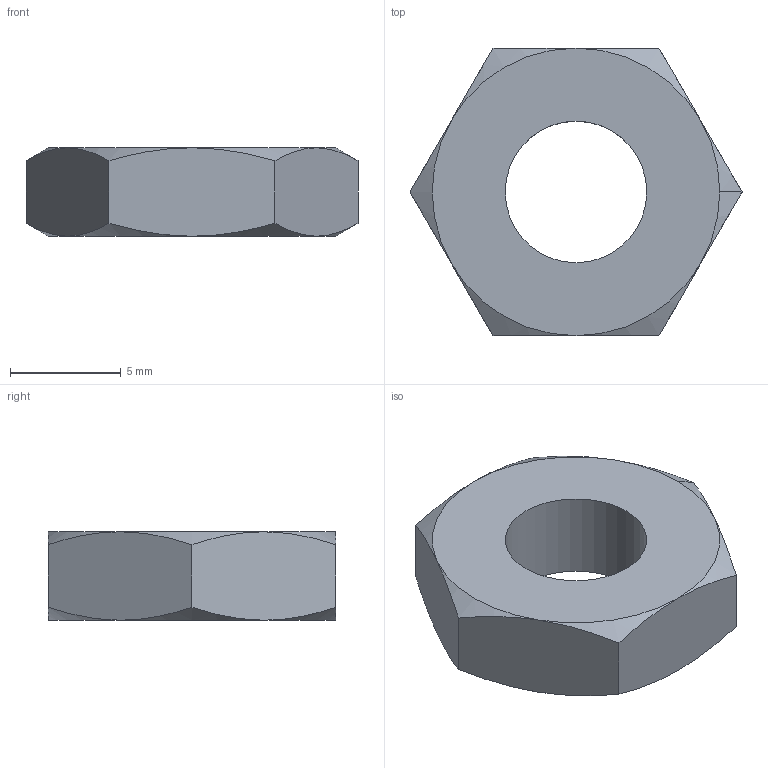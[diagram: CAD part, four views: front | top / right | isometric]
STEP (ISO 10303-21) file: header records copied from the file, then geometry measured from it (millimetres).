
FILE_DESCRIPTION(('HOOPS Exchange Step'),'2;1');
FILE_NAME('Ecrou Hm M8.step','2018-12-28T16:49:08+00:00',('SYSTEM'),('Unknown organisation'),'HOOPS Exchange 10.0','HOOPS Exchange','Unknown authorisation');
FILE_SCHEMA( ('AUTOMOTIVE_DESIGN { 1 0 10303 214 1 1 1 1 }') );
Length unit declared in the file: millimetre
Products named in the file (2): Défaut; Ecrou Hm M8
Assembly tree (1 placements, depth 2):
  Ecrou Hm M8
    Défaut
Bounding box: 15.01 x 13 x 4 mm (x, y, z)
Volume: 452 mm3; surface area: 475.2 mm2
Topology: 1 solids, 1 shells, 23 faces, 49 edges, 28 vertices
Faces by surface type: cone 14, plane 8, cylinder 1
Full cylindrical faces by diameter (mm): 6.4 x1
Entity records: 802 total; most frequent: CARTESIAN_POINT 295, ORIENTED_EDGE 98, DIRECTION 93, EDGE_CURVE 49, AXIS2_PLACEMENT_3D 42, VERTEX_POINT 28, EDGE_LOOP 25, FACE_BOUND 25
